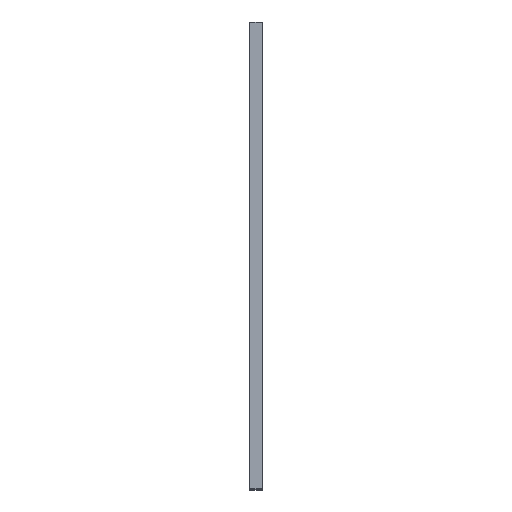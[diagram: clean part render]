
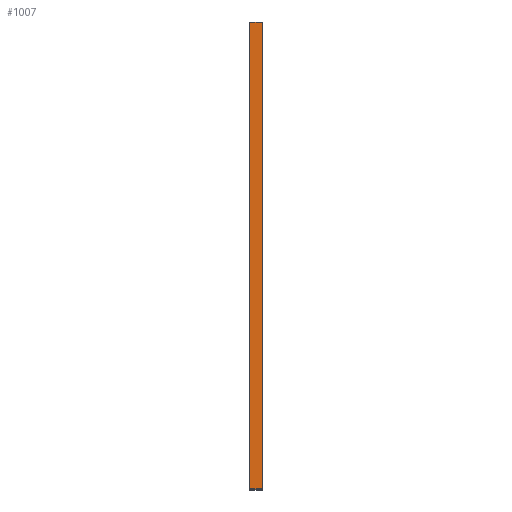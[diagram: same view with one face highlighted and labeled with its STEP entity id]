
A CAD part, top view. The second image highlights one B-rep face of the part: STEP entity #1007.
In plain terms, the highlighted planar face has unit normal (0, 0, 1).
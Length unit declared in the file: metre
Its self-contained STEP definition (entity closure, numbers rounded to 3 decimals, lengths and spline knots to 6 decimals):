
#53=LINE('',#1506,#119);
#73=LINE('',#1611,#139);
#97=LINE('',#1678,#163);
#98=LINE('',#1680,#164);
#119=VECTOR('',#1210,1.);
#139=VECTOR('',#1296,1.);
#163=VECTOR('',#1364,1.);
#164=VECTOR('',#1367,1.);
#316=ORIENTED_EDGE('',*,*,#494,.T.);
#317=ORIENTED_EDGE('',*,*,#530,.F.);
#318=ORIENTED_EDGE('',*,*,#442,.F.);
#319=ORIENTED_EDGE('',*,*,#529,.T.);
#442=EDGE_CURVE('',#564,#565,#53,.T.);
#494=EDGE_CURVE('',#617,#616,#73,.T.);
#529=EDGE_CURVE('',#564,#617,#97,.T.);
#530=EDGE_CURVE('',#565,#616,#98,.T.);
#564=VERTEX_POINT('',#1505);
#565=VERTEX_POINT('',#1507);
#616=VERTEX_POINT('',#1610);
#617=VERTEX_POINT('',#1612);
#765=EDGE_LOOP('',(#316,#317,#318,#319));
#903=FACE_BOUND('',#765,.T.);
#983=PLANE('',#1128);
#1007=ADVANCED_FACE('',(#903),#983,.F.);
#1128=AXIS2_PLACEMENT_3D('',#1679,#1365,#1366);
#1210=DIRECTION('',(0.,-1.,0.));
#1296=DIRECTION('',(0.,-1.,0.));
#1364=DIRECTION('',(-1.,0.,0.));
#1365=DIRECTION('',(0.,0.,-1.));
#1366=DIRECTION('',(-1.,0.,0.));
#1367=DIRECTION('',(-1.,0.,0.));
#1505=CARTESIAN_POINT('',(-0.075,0.055,0.075));
#1506=CARTESIAN_POINT('',(-0.075,0.0275,0.075));
#1507=CARTESIAN_POINT('',(-0.075,-0.055,0.075));
#1610=CARTESIAN_POINT('',(-0.078,-0.055,0.075));
#1611=CARTESIAN_POINT('',(-0.078,0.0275,0.075));
#1612=CARTESIAN_POINT('',(-0.078,0.055,0.075));
#1678=CARTESIAN_POINT('',(-0.075,0.055,0.075));
#1679=CARTESIAN_POINT('',(-0.075,0.0275,0.075));
#1680=CARTESIAN_POINT('',(-0.075,-0.055,0.075));
